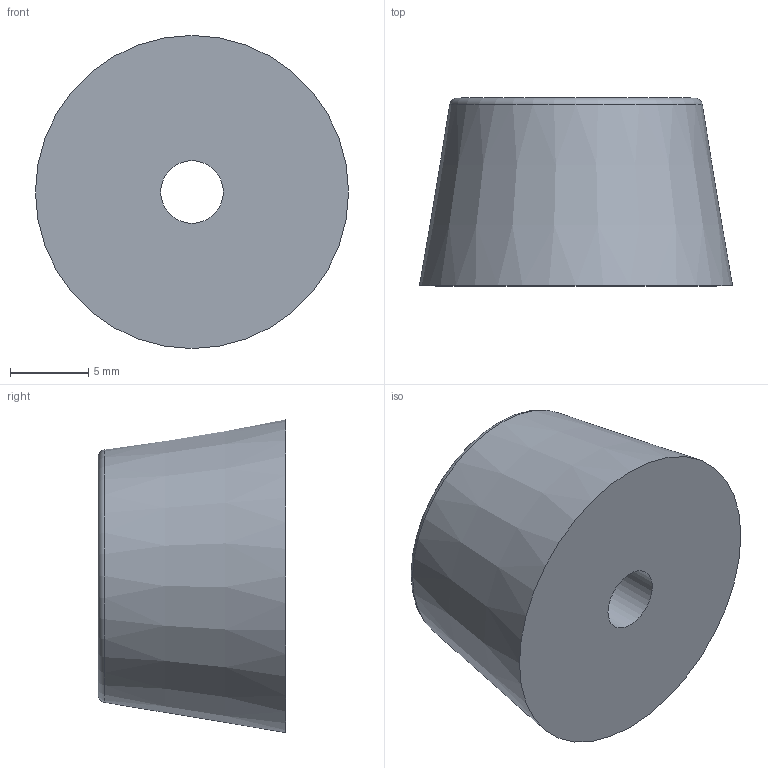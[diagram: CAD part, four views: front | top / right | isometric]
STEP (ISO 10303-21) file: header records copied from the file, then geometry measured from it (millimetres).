
FILE_DESCRIPTION( ( 'STEP AP203' ), '1' );
FILE_NAME( 'C-30-RK-20.stp', ' ', ( ' ' ), ( ' ' ), 'PSStep 15.0.47', 'PARTsolutions', ' ' );
FILE_SCHEMA( ( 'CONFIG_CONTROL_DESIGN' ) );
Length unit declared in the file: millimetre
Products named in the file (3): C-30-RK-20; HI_C-30-RK-20rubber; HI_C-30-RK-20washer
Assembly tree (2 placements, depth 2):
  C-30-RK-20
    HI_C-30-RK-20rubber
    HI_C-30-RK-20washer
Bounding box: 20 x 12 x 20 mm (x, y, z)
Volume: 2732.2 mm3; surface area: 1607.7 mm2
Topology: 2 solids, 2 shells, 13 faces, 20 edges, 13 vertices
Faces by surface type: plane 6, cylinder 5, cone 1, torus 1
Full cylindrical faces by diameter (mm): 4 x2, 7 x1, 9 x2
Entity records: 380 total; most frequent: DIRECTION 58, CARTESIAN_POINT 42, AXIS2_PLACEMENT_3D 29, EDGE_LOOP 26, ORIENTED_EDGE 26, FACE_OUTER_BOUND 19, CC_DESIGN_PERSON_AND_ORGANIZATION_ASSIGNMENT 13, ADVANCED_FACE 13
